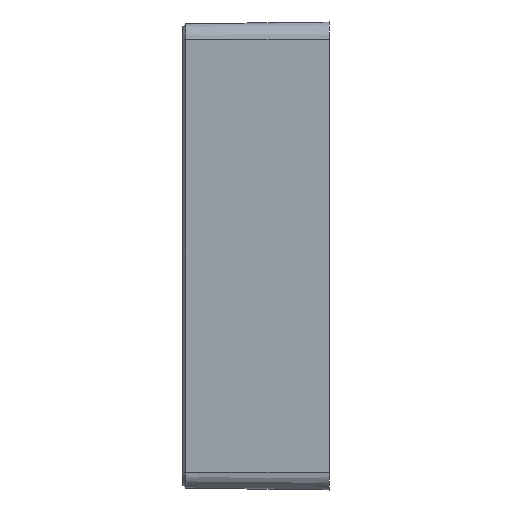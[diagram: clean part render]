
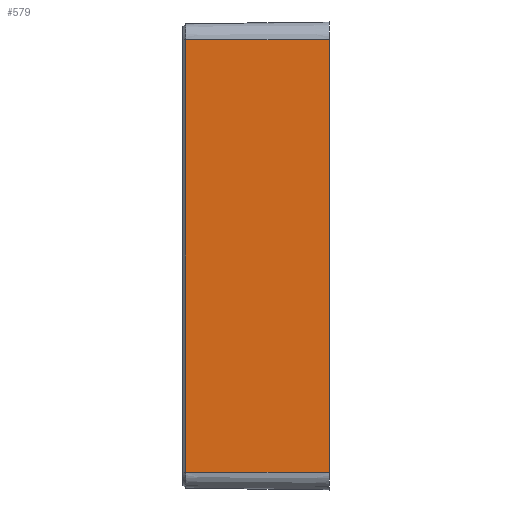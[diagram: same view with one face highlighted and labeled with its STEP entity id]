
A CAD part, left-side view. The second image highlights one B-rep face of the part: STEP entity #579.
In plain terms, the highlighted planar face has unit normal (-1, 0.012, 0).
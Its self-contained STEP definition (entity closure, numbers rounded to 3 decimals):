
#571 = EDGE_CURVE ( 'NONE', #585, #794, #1452, .T. ) ;
#574 = EDGE_CURVE ( 'NONE', #585, #644, #1494, .T. ) ;
#575 = ORIENTED_EDGE ( 'NONE', *, *, #574, .F. ) ;
#576 = ORIENTED_EDGE ( 'NONE', *, *, #571, .T. ) ;
#577 = ORIENTED_EDGE ( 'NONE', *, *, #578, .T. ) ;
#578 = EDGE_CURVE ( 'NONE', #795, #644, #1543, .T. ) ;
#579 = ADVANCED_FACE ( 'NONE', ( #1539 ), #1476, .T. ) ;
#580 = ORIENTED_EDGE ( 'NONE', *, *, #793, .T. ) ;
#585 = VERTEX_POINT ( 'NONE', #1534 ) ;
#628 = EDGE_LOOP ( 'NONE', ( #575, #576, #580, #577 ) ) ;
#644 = VERTEX_POINT ( 'NONE', #1688 ) ;
#793 = EDGE_CURVE ( 'NONE', #794, #795, #1808, .T. ) ;
#794 = VERTEX_POINT ( 'NONE', #1846 ) ;
#795 = VERTEX_POINT ( 'NONE', #1845 ) ;
#1449 = DIRECTION ( 'NONE',  ( 0., 0., -1. ) ) ;
#1450 = VECTOR ( 'NONE', #1449, 1000. ) ;
#1451 = CARTESIAN_POINT ( 'NONE',  ( -124.401, 48.988, -74. ) ) ;
#1452 = LINE ( 'NONE', #1451, #1450 ) ;
#1472 = DIRECTION ( 'NONE',  ( -0.012, -1., 0. ) ) ;
#1473 = DIRECTION ( 'NONE',  ( -1., 0.012, 0. ) ) ;
#1474 = CARTESIAN_POINT ( 'NONE',  ( -125., 0., 74. ) ) ;
#1475 = AXIS2_PLACEMENT_3D ( 'NONE', #1474, #1473, #1472 ) ;
#1476 = PLANE ( 'NONE',  #1475 ) ;
#1494 = LINE ( 'NONE', #1546, #1545 ) ;
#1534 = CARTESIAN_POINT ( 'NONE',  ( -124.401, 48.988, 74. ) ) ;
#1539 = FACE_OUTER_BOUND ( 'NONE', #628, .T. ) ;
#1540 = DIRECTION ( 'NONE',  ( 0., 0., 1. ) ) ;
#1541 = VECTOR ( 'NONE', #1540, 1000. ) ;
#1542 = CARTESIAN_POINT ( 'NONE',  ( -125., 0., 74. ) ) ;
#1543 = LINE ( 'NONE', #1542, #1541 ) ;
#1544 = DIRECTION ( 'NONE',  ( -0.012, -1., 0. ) ) ;
#1545 = VECTOR ( 'NONE', #1544, 1000. ) ;
#1546 = CARTESIAN_POINT ( 'NONE',  ( -125., 0., 74. ) ) ;
#1688 = CARTESIAN_POINT ( 'NONE',  ( -125., 0., 74. ) ) ;
#1808 = LINE ( 'NONE', #1849, #1848 ) ;
#1845 = CARTESIAN_POINT ( 'NONE',  ( -125., 0., -74. ) ) ;
#1846 = CARTESIAN_POINT ( 'NONE',  ( -124.401, 48.988, -74. ) ) ;
#1847 = DIRECTION ( 'NONE',  ( -0.012, -1., 0. ) ) ;
#1848 = VECTOR ( 'NONE', #1847, 1000. ) ;
#1849 = CARTESIAN_POINT ( 'NONE',  ( -125., 0., -74. ) ) ;
